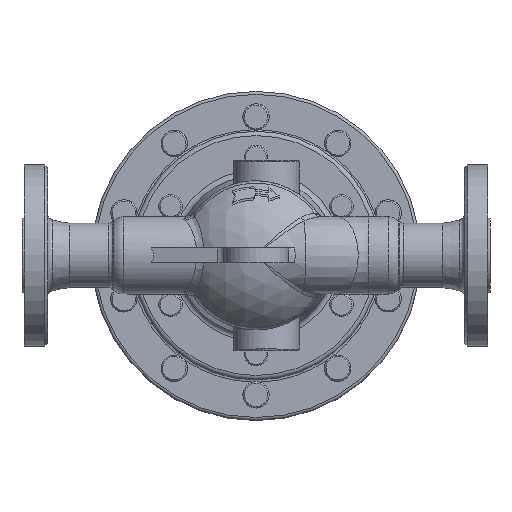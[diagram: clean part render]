
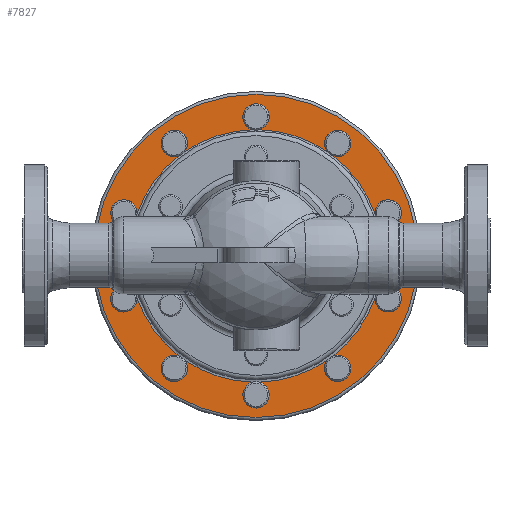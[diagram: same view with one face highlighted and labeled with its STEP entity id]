
A CAD part, top view. The second image highlights one B-rep face of the part: STEP entity #7827.
In plain terms, the highlighted planar face has unit normal (0, 0, 1).
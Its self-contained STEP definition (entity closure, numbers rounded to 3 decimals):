
#4194=CARTESIAN_POINT('',(-48.88,-71.15,-131.5));
#4195=VERTEX_POINT('',#4194);
#4196=CARTESIAN_POINT('',(-52.562,-68.475,-131.5));
#4197=VERTEX_POINT('',#4196);
#4198=CARTESIAN_POINT('',(-55.84,-76.857,-131.5));
#4199=DIRECTION('',(0.0,0.0,-1.0));
#4200=DIRECTION('',(-0.809,0.588,0.0));
#4201=AXIS2_PLACEMENT_3D('',#4198,#4199,#4200);
#4202=CIRCLE('',#4201,9.);
#4203=EDGE_CURVE('',#4195,#4197,#4202,.T.);
#4321=CARTESIAN_POINT('',(-81.366,-28.83,-131.5));
#4322=VERTEX_POINT('',#4321);
#4323=CARTESIAN_POINT('',(-82.772,-24.502,-131.5));
#4324=VERTEX_POINT('',#4323);
#4325=CARTESIAN_POINT('',(-90.35,-29.357,-131.5));
#4326=DIRECTION('',(0.0,0.0,-1.0));
#4327=DIRECTION('',(-0.309,0.951,0.0));
#4328=AXIS2_PLACEMENT_3D('',#4325,#4326,#4327);
#4329=CIRCLE('',#4328,9.);
#4330=EDGE_CURVE('',#4322,#4324,#4329,.T.);
#4448=CARTESIAN_POINT('',(-82.772,24.502,-131.5));
#4449=VERTEX_POINT('',#4448);
#4450=CARTESIAN_POINT('',(-81.366,28.83,-131.5));
#4451=VERTEX_POINT('',#4450);
#4452=CARTESIAN_POINT('',(-90.35,29.357,-131.5));
#4453=DIRECTION('',(0.0,0.0,-1.0));
#4454=DIRECTION('',(0.309,0.951,0.0));
#4455=AXIS2_PLACEMENT_3D('',#4452,#4453,#4454);
#4456=CIRCLE('',#4455,9.);
#4457=EDGE_CURVE('',#4449,#4451,#4456,.T.);
#4577=CARTESIAN_POINT('',(-52.562,68.475,-131.5));
#4578=VERTEX_POINT('',#4577);
#4579=CARTESIAN_POINT('',(-48.88,71.15,-131.5));
#4580=VERTEX_POINT('',#4579);
#4581=CARTESIAN_POINT('',(-55.84,76.857,-131.5));
#4582=DIRECTION('',(0.0,0.0,-1.0));
#4583=DIRECTION('',(0.809,0.588,0.0));
#4584=AXIS2_PLACEMENT_3D('',#4581,#4582,#4583);
#4585=CIRCLE('',#4584,9.);
#4586=EDGE_CURVE('',#4578,#4580,#4585,.T.);
#4704=CARTESIAN_POINT('',(-2.276,86.292,-131.5));
#4705=VERTEX_POINT('',#4704);
#4706=CARTESIAN_POINT('',(2.276,86.292,-131.5));
#4707=VERTEX_POINT('',#4706);
#4708=CARTESIAN_POINT('',(0.,95.0,-131.5));
#4709=DIRECTION('',(0.0,0.0,-1.0));
#4710=DIRECTION('',(1.0,0.0,0.0));
#4711=AXIS2_PLACEMENT_3D('',#4708,#4709,#4710);
#4712=CIRCLE('',#4711,9.);
#4713=EDGE_CURVE('',#4705,#4707,#4712,.T.);
#4833=CARTESIAN_POINT('',(48.88,71.15,-131.5));
#4834=VERTEX_POINT('',#4833);
#4835=CARTESIAN_POINT('',(52.562,68.475,-131.5));
#4836=VERTEX_POINT('',#4835);
#4837=CARTESIAN_POINT('',(55.84,76.857,-131.5));
#4838=DIRECTION('',(0.0,0.0,-1.0));
#4839=DIRECTION('',(0.809,-0.588,0.0));
#4840=AXIS2_PLACEMENT_3D('',#4837,#4838,#4839);
#4841=CIRCLE('',#4840,9.);
#4842=EDGE_CURVE('',#4834,#4836,#4841,.T.);
#4960=CARTESIAN_POINT('',(81.366,28.83,-131.5));
#4961=VERTEX_POINT('',#4960);
#4962=CARTESIAN_POINT('',(82.772,24.502,-131.5));
#4963=VERTEX_POINT('',#4962);
#4964=CARTESIAN_POINT('',(90.35,29.357,-131.5));
#4965=DIRECTION('',(0.0,0.0,-1.0));
#4966=DIRECTION('',(0.309,-0.951,0.0));
#4967=AXIS2_PLACEMENT_3D('',#4964,#4965,#4966);
#4968=CIRCLE('',#4967,9.);
#4969=EDGE_CURVE('',#4961,#4963,#4968,.T.);
#5087=CARTESIAN_POINT('',(82.772,-24.502,-131.5));
#5088=VERTEX_POINT('',#5087);
#5089=CARTESIAN_POINT('',(81.366,-28.83,-131.5));
#5090=VERTEX_POINT('',#5089);
#5091=CARTESIAN_POINT('',(90.35,-29.357,-131.5));
#5092=DIRECTION('',(0.0,0.0,-1.0));
#5093=DIRECTION('',(-0.309,-0.951,0.0));
#5094=AXIS2_PLACEMENT_3D('',#5091,#5092,#5093);
#5095=CIRCLE('',#5094,9.);
#5096=EDGE_CURVE('',#5088,#5090,#5095,.T.);
#5216=CARTESIAN_POINT('',(52.562,-68.475,-131.5));
#5217=VERTEX_POINT('',#5216);
#5218=CARTESIAN_POINT('',(48.88,-71.15,-131.5));
#5219=VERTEX_POINT('',#5218);
#5220=CARTESIAN_POINT('',(55.84,-76.857,-131.5));
#5221=DIRECTION('',(0.0,0.0,-1.0));
#5222=DIRECTION('',(-0.809,-0.588,0.0));
#5223=AXIS2_PLACEMENT_3D('',#5220,#5221,#5222);
#5224=CIRCLE('',#5223,9.);
#5225=EDGE_CURVE('',#5217,#5219,#5224,.T.);
#7349=CARTESIAN_POINT('',(-2.276,-86.292,-131.5));
#7350=VERTEX_POINT('',#7349);
#7351=CARTESIAN_POINT('',(0.0,0.0,-131.5));
#7352=DIRECTION('',(0.0,0.0,1.0));
#7353=DIRECTION('',(-1.0,0.0,0.0));
#7354=AXIS2_PLACEMENT_3D('',#7351,#7352,#7353);
#7355=CIRCLE('',#7354,86.322);
#7356=EDGE_CURVE('',#4195,#7350,#7355,.T.);
#7358=CARTESIAN_POINT('',(2.276,-86.292,-131.5));
#7359=VERTEX_POINT('',#7358);
#7371=CARTESIAN_POINT('',(0.0,0.0,-131.5));
#7372=DIRECTION('',(0.0,0.0,1.0));
#7373=DIRECTION('',(-1.0,0.0,0.0));
#7374=AXIS2_PLACEMENT_3D('',#7371,#7372,#7373);
#7375=CIRCLE('',#7374,86.322);
#7376=EDGE_CURVE('',#7359,#5219,#7375,.T.);
#7379=CARTESIAN_POINT('',(0.0,0.0,-131.5));
#7380=DIRECTION('',(0.0,0.0,1.0));
#7381=DIRECTION('',(-1.0,0.0,0.0));
#7382=AXIS2_PLACEMENT_3D('',#7379,#7380,#7381);
#7383=CIRCLE('',#7382,86.322);
#7384=EDGE_CURVE('',#5217,#5090,#7383,.T.);
#7387=CARTESIAN_POINT('',(0.0,0.0,-131.5));
#7388=DIRECTION('',(0.0,0.0,1.0));
#7389=DIRECTION('',(-1.0,0.0,0.0));
#7390=AXIS2_PLACEMENT_3D('',#7387,#7388,#7389);
#7391=CIRCLE('',#7390,86.322);
#7392=EDGE_CURVE('',#5088,#4963,#7391,.T.);
#7395=CARTESIAN_POINT('',(0.0,0.0,-131.5));
#7396=DIRECTION('',(0.0,0.0,1.0));
#7397=DIRECTION('',(-1.0,0.0,0.0));
#7398=AXIS2_PLACEMENT_3D('',#7395,#7396,#7397);
#7399=CIRCLE('',#7398,86.322);
#7400=EDGE_CURVE('',#4961,#4836,#7399,.T.);
#7403=CARTESIAN_POINT('',(0.0,0.0,-131.5));
#7404=DIRECTION('',(0.0,0.0,1.0));
#7405=DIRECTION('',(-1.0,0.0,0.0));
#7406=AXIS2_PLACEMENT_3D('',#7403,#7404,#7405);
#7407=CIRCLE('',#7406,86.322);
#7408=EDGE_CURVE('',#4834,#4707,#7407,.T.);
#7411=CARTESIAN_POINT('',(0.0,0.0,-131.5));
#7412=DIRECTION('',(0.0,0.0,1.0));
#7413=DIRECTION('',(-1.0,0.0,0.0));
#7414=AXIS2_PLACEMENT_3D('',#7411,#7412,#7413);
#7415=CIRCLE('',#7414,86.322);
#7416=EDGE_CURVE('',#4705,#4580,#7415,.T.);
#7419=CARTESIAN_POINT('',(0.0,0.0,-131.5));
#7420=DIRECTION('',(0.0,0.0,1.0));
#7421=DIRECTION('',(-1.0,0.0,0.0));
#7422=AXIS2_PLACEMENT_3D('',#7419,#7420,#7421);
#7423=CIRCLE('',#7422,86.322);
#7424=EDGE_CURVE('',#4578,#4451,#7423,.T.);
#7427=CARTESIAN_POINT('',(0.0,0.0,-131.5));
#7428=DIRECTION('',(0.0,0.0,1.0));
#7429=DIRECTION('',(-1.0,0.0,0.0));
#7430=AXIS2_PLACEMENT_3D('',#7427,#7428,#7429);
#7431=CIRCLE('',#7430,86.322);
#7432=EDGE_CURVE('',#4449,#4324,#7431,.T.);
#7435=CARTESIAN_POINT('',(0.0,0.0,-131.5));
#7436=DIRECTION('',(0.0,0.0,1.0));
#7437=DIRECTION('',(-1.0,0.0,0.0));
#7438=AXIS2_PLACEMENT_3D('',#7435,#7436,#7437);
#7439=CIRCLE('',#7438,86.322);
#7440=EDGE_CURVE('',#4322,#4197,#7439,.T.);
#7536=CARTESIAN_POINT('',(0.0,-95.0,-131.5));
#7537=DIRECTION('',(0.0,0.0,-1.0));
#7538=DIRECTION('',(-1.0,0.0,0.0));
#7539=AXIS2_PLACEMENT_3D('',#7536,#7537,#7538);
#7540=CIRCLE('',#7539,9.);
#7541=EDGE_CURVE('',#7359,#7350,#7540,.T.);
#7789=CARTESIAN_POINT('',(0.0,0.0,-131.5));
#7790=DIRECTION('',(0.0,0.0,-1.0));
#7791=DIRECTION('',(-1.0,0.0,0.0));
#7792=AXIS2_PLACEMENT_3D('',#7789,#7790,#7791);
#7793=PLANE('',#7792);
#7794=CARTESIAN_POINT('',(110.5,0.,-131.5));
#7795=VERTEX_POINT('',#7794);
#7796=CARTESIAN_POINT('',(0.0,0.0,-131.5));
#7797=DIRECTION('',(0.0,0.0,-1.0));
#7798=DIRECTION('',(-1.0,0.0,0.0));
#7799=AXIS2_PLACEMENT_3D('',#7796,#7797,#7798);
#7800=CIRCLE('',#7799,110.5);
#7801=EDGE_CURVE('',#7795,#7795,#7800,.T.);
#7802=ORIENTED_EDGE('',*,*,#7801,.F.);
#7803=EDGE_LOOP('',(#7802));
#7804=FACE_OUTER_BOUND('',#7803,.T.);
#7805=ORIENTED_EDGE('',*,*,#4203,.T.);
#7806=ORIENTED_EDGE('',*,*,#7440,.F.);
#7807=ORIENTED_EDGE('',*,*,#4330,.T.);
#7808=ORIENTED_EDGE('',*,*,#7432,.F.);
#7809=ORIENTED_EDGE('',*,*,#4457,.T.);
#7810=ORIENTED_EDGE('',*,*,#7424,.F.);
#7811=ORIENTED_EDGE('',*,*,#4586,.T.);
#7812=ORIENTED_EDGE('',*,*,#7416,.F.);
#7813=ORIENTED_EDGE('',*,*,#4713,.T.);
#7814=ORIENTED_EDGE('',*,*,#7408,.F.);
#7815=ORIENTED_EDGE('',*,*,#4842,.T.);
#7816=ORIENTED_EDGE('',*,*,#7400,.F.);
#7817=ORIENTED_EDGE('',*,*,#4969,.T.);
#7818=ORIENTED_EDGE('',*,*,#7392,.F.);
#7819=ORIENTED_EDGE('',*,*,#5096,.T.);
#7820=ORIENTED_EDGE('',*,*,#7384,.F.);
#7821=ORIENTED_EDGE('',*,*,#5225,.T.);
#7822=ORIENTED_EDGE('',*,*,#7376,.F.);
#7823=ORIENTED_EDGE('',*,*,#7541,.T.);
#7824=ORIENTED_EDGE('',*,*,#7356,.F.);
#7825=EDGE_LOOP('',(#7805,#7806,#7807,#7808,#7809,#7810,#7811,#7812,#7813,#7814,#7815,#7816,#7817,#7818,#7819,#7820,#7821,#7822,#7823,#7824));
#7826=FACE_BOUND('',#7825,.T.);
#7827=ADVANCED_FACE('',(#7804,#7826),#7793,.F.);
